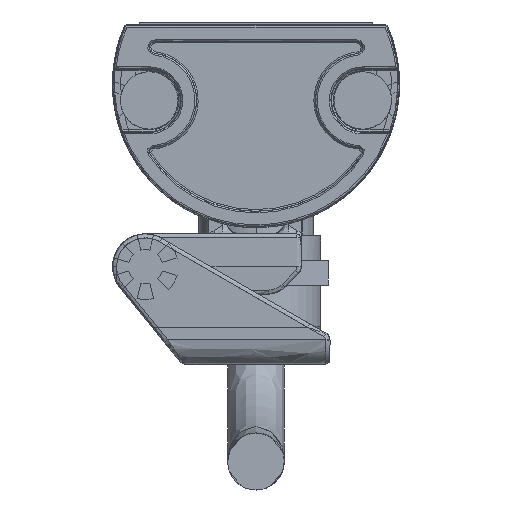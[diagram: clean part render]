
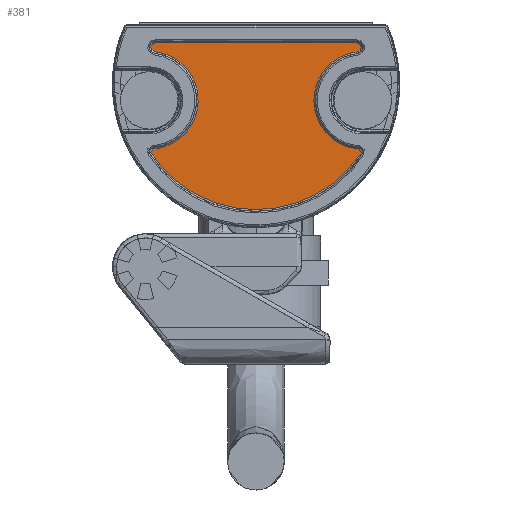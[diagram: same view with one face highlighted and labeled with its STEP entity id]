
A CAD part, left-side view. The second image highlights one B-rep face of the part: STEP entity #381.
In plain terms, the highlighted planar face has unit normal (-1, 0, 0).
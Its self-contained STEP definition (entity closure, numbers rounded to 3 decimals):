
#381=ADVANCED_FACE('',(#1591),#18104,.T.);
#1591=FACE_OUTER_BOUND('',#2806,.T.);
#2806=EDGE_LOOP('',(#4871,#4872,#4873,#4874,#4875,#4876,#4877,#4878));
#4871=ORIENTED_EDGE('',*,*,#10121,.T.);
#4872=ORIENTED_EDGE('',*,*,#10118,.T.);
#4873=ORIENTED_EDGE('',*,*,#10218,.T.);
#4874=ORIENTED_EDGE('',*,*,#10123,.T.);
#4875=ORIENTED_EDGE('',*,*,#10122,.T.);
#4876=ORIENTED_EDGE('',*,*,#10120,.T.);
#4877=ORIENTED_EDGE('',*,*,#10119,.T.);
#4878=ORIENTED_EDGE('',*,*,#10231,.T.);
#10118=EDGE_CURVE('',#15859,#15860,#14290,.T.);
#10119=EDGE_CURVE('',#15864,#15865,#12763,.T.);
#10120=EDGE_CURVE('',#15863,#15864,#12764,.T.);
#10121=EDGE_CURVE('',#15866,#15859,#12765,.T.);
#10122=EDGE_CURVE('',#15862,#15863,#12766,.T.);
#10123=EDGE_CURVE('',#15861,#15862,#12767,.T.);
#10218=EDGE_CURVE('',#15860,#15861,#12843,.T.);
#10231=EDGE_CURVE('',#15865,#15866,#12855,.T.);
#12763=(
BOUNDED_CURVE()
B_SPLINE_CURVE(2,(#29878,#29879,#29880,#29881,#29882),.UNSPECIFIED.,.F.,
 .F.)
B_SPLINE_CURVE_WITH_KNOTS((3,2,3),(0.,0.312,0.624),
 .UNSPECIFIED.)
CURVE()
GEOMETRIC_REPRESENTATION_ITEM()
RATIONAL_B_SPLINE_CURVE((1.,0.868,1.,0.868,1.))
REPRESENTATION_ITEM('')
);
#12764=(
BOUNDED_CURVE()
B_SPLINE_CURVE(2,(#29883,#29884,#29885,#29886,#29887),.UNSPECIFIED.,.F.,
 .F.)
B_SPLINE_CURVE_WITH_KNOTS((3,2,3),(0.,15.157,30.314),
 .UNSPECIFIED.)
CURVE()
GEOMETRIC_REPRESENTATION_ITEM()
RATIONAL_B_SPLINE_CURVE((1.,0.88,1.,0.88,1.))
REPRESENTATION_ITEM('')
);
#12765=(
BOUNDED_CURVE()
B_SPLINE_CURVE(2,(#29888,#29889,#29890,#29891,#29892),.UNSPECIFIED.,.F.,
 .F.)
B_SPLINE_CURVE_WITH_KNOTS((3,2,3),(0.,0.828,1.655),
 .UNSPECIFIED.)
CURVE()
GEOMETRIC_REPRESENTATION_ITEM()
RATIONAL_B_SPLINE_CURVE((1.,0.727,1.,0.727,1.))
REPRESENTATION_ITEM('')
);
#12766=(
BOUNDED_CURVE()
B_SPLINE_CURVE(2,(#29893,#29894,#29895,#29896,#29897),.UNSPECIFIED.,.F.,
 .F.)
B_SPLINE_CURVE_WITH_KNOTS((3,2,3),(0.,0.312,0.624),
 .UNSPECIFIED.)
CURVE()
GEOMETRIC_REPRESENTATION_ITEM()
RATIONAL_B_SPLINE_CURVE((1.,0.868,1.,0.868,1.))
REPRESENTATION_ITEM('')
);
#12767=(
BOUNDED_CURVE()
B_SPLINE_CURVE(2,(#29898,#29899,#29900,#29901,#29902),.UNSPECIFIED.,.F.,
 .F.)
B_SPLINE_CURVE_WITH_KNOTS((3,2,3),(0.,8.796,17.593),
 .UNSPECIFIED.)
CURVE()
GEOMETRIC_REPRESENTATION_ITEM()
RATIONAL_B_SPLINE_CURVE((1.,0.739,1.,0.739,1.))
REPRESENTATION_ITEM('')
);
#12843=(
BOUNDED_CURVE()
B_SPLINE_CURVE(2,(#30235,#30236,#30237,#30238,#30239),.UNSPECIFIED.,.F.,
 .F.)
B_SPLINE_CURVE_WITH_KNOTS((3,2,3),(0.,0.807,1.615),
 .UNSPECIFIED.)
CURVE()
GEOMETRIC_REPRESENTATION_ITEM()
RATIONAL_B_SPLINE_CURVE((1.,0.727,1.,0.727,1.))
REPRESENTATION_ITEM('')
);
#12855=(
BOUNDED_CURVE()
B_SPLINE_CURVE(2,(#30285,#30286,#30287,#30288,#30289),.UNSPECIFIED.,.F.,
 .F.)
B_SPLINE_CURVE_WITH_KNOTS((3,2,3),(0.,8.783,17.566),
 .UNSPECIFIED.)
CURVE()
GEOMETRIC_REPRESENTATION_ITEM()
RATIONAL_B_SPLINE_CURVE((1.,0.74,1.,0.74,1.))
REPRESENTATION_ITEM('')
);
#14290=B_SPLINE_CURVE_WITH_KNOTS('',1,(#29876,#29877),.UNSPECIFIED.,.F.,
 .F.,(2,2),(0.,24.521),.UNSPECIFIED.);
#15859=VERTEX_POINT('',#29781);
#15860=VERTEX_POINT('',#29782);
#15861=VERTEX_POINT('',#29783);
#15862=VERTEX_POINT('',#29784);
#15863=VERTEX_POINT('',#29785);
#15864=VERTEX_POINT('',#29786);
#15865=VERTEX_POINT('',#29787);
#15866=VERTEX_POINT('',#29788);
#18104=PLANE('',#18584);
#18584=AXIS2_PLACEMENT_3D('',#26788,#18981,$);
#18981=DIRECTION('',(-1.,0.,0.));
#26788=CARTESIAN_POINT('',(-295.,16.086,7.64));
#29781=CARTESIAN_POINT('',(-295.,-12.253,5.));
#29782=CARTESIAN_POINT('',(-295.,12.267,5.));
#29783=CARTESIAN_POINT('',(-295.,12.327,3.937));
#29784=CARTESIAN_POINT('',(-295.,12.574,-7.912));
#29785=CARTESIAN_POINT('',(-295.,12.804,-8.376));
#29786=CARTESIAN_POINT('',(-295.,-12.789,-8.398));
#29787=CARTESIAN_POINT('',(-295.,-12.56,-7.934));
#29788=CARTESIAN_POINT('',(-295.,-12.316,3.91));
#29876=CARTESIAN_POINT('',(-295.,-12.253,5.));
#29877=CARTESIAN_POINT('',(-295.,12.267,5.));
#29878=CARTESIAN_POINT('',(-295.,-12.789,-8.398));
#29879=CARTESIAN_POINT('',(-295.,-12.884,-8.255));
#29880=CARTESIAN_POINT('',(-295.,-12.808,-8.101));
#29881=CARTESIAN_POINT('',(-295.,-12.732,-7.947));
#29882=CARTESIAN_POINT('',(-295.,-12.56,-7.934));
#29883=CARTESIAN_POINT('',(-295.,12.804,-8.376));
#29884=CARTESIAN_POINT('',(-295.,8.279,-15.293));
#29885=CARTESIAN_POINT('',(-295.,0.014,-15.3));
#29886=CARTESIAN_POINT('',(-295.,-8.252,-15.308));
#29887=CARTESIAN_POINT('',(-295.,-12.789,-8.398));
#29888=CARTESIAN_POINT('',(-295.,-12.316,3.91));
#29889=CARTESIAN_POINT('',(-295.,-12.829,3.969));
#29890=CARTESIAN_POINT('',(-295.,-12.799,4.484));
#29891=CARTESIAN_POINT('',(-295.,-12.77,5.));
#29892=CARTESIAN_POINT('',(-295.,-12.253,5.));
#29893=CARTESIAN_POINT('',(-295.,12.574,-7.912));
#29894=CARTESIAN_POINT('',(-295.,12.746,-7.924));
#29895=CARTESIAN_POINT('',(-295.,12.822,-8.078));
#29896=CARTESIAN_POINT('',(-295.,12.898,-8.232));
#29897=CARTESIAN_POINT('',(-295.,12.804,-8.376));
#29898=CARTESIAN_POINT('',(-295.,12.327,3.937));
#29899=CARTESIAN_POINT('',(-295.,6.939,3.322));
#29900=CARTESIAN_POINT('',(-295.,7.052,-2.1));
#29901=CARTESIAN_POINT('',(-295.,7.165,-7.523));
#29902=CARTESIAN_POINT('',(-295.,12.574,-7.912));
#30235=CARTESIAN_POINT('',(-295.,12.267,5.));
#30236=CARTESIAN_POINT('',(-295.,12.771,5.));
#30237=CARTESIAN_POINT('',(-295.,12.799,4.497));
#30238=CARTESIAN_POINT('',(-295.,12.828,3.994));
#30239=CARTESIAN_POINT('',(-295.,12.327,3.937));
#30285=CARTESIAN_POINT('',(-295.,-12.56,-7.934));
#30286=CARTESIAN_POINT('',(-295.,-7.163,-7.534));
#30287=CARTESIAN_POINT('',(-295.,-7.052,-2.123));
#30288=CARTESIAN_POINT('',(-295.,-6.94,3.288));
#30289=CARTESIAN_POINT('',(-295.,-12.316,3.91));
